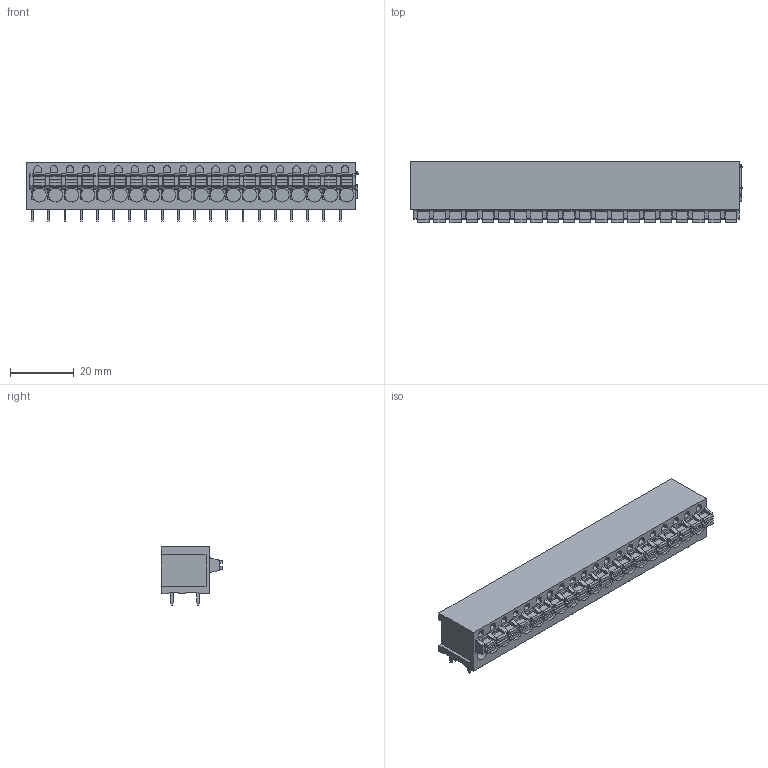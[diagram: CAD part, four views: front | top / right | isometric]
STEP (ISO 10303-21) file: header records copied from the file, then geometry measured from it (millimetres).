
FILE_DESCRIPTION(('CATIA V5 STEP Exchange','CAx-IF Rec.Pracs.--- Model Styling and Organization---1.4--- 2014-01-23'),'2;1');
FILE_NAME ('237605-1_0_1426010000_1426010000.stp','2021-07-07T12:49:55+00:00',('none'),('Weidmueller'),'CATIA Version 5-6 Release 2016 SP3 HF44','CATIA V5 STEP AP214','none');
FILE_SCHEMA(('AUTOMOTIVE_DESIGN { 1 0 10303 214 1 1 1 1 }'));
Length unit declared in the file: millimetre
Products named in the file (1): 1426010000
Bounding box: 104.25 x 19.2 x 18.3 mm (x, y, z)
Volume: 21627.4 mm3; surface area: 12539.7 mm2
Topology: 61 solids, 61 shells, 1362 faces, 3591 edges, 2394 vertices
Faces by surface type: plane 1043, cylinder 319
Entity records: 40768 total; most frequent: CARTESIAN_POINT 7204, ORIENTED_EDGE 7182, DIRECTION 5518, EDGE_CURVE 3591, VECTOR 2913, LINE 2913, VERTEX_POINT 2394, AXIS2_PLACEMENT_3D 1621
